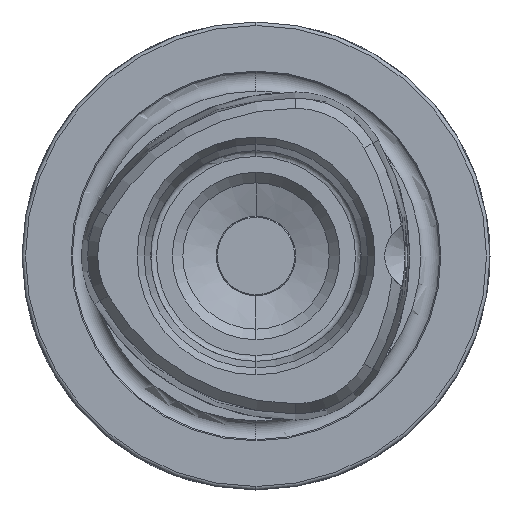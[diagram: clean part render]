
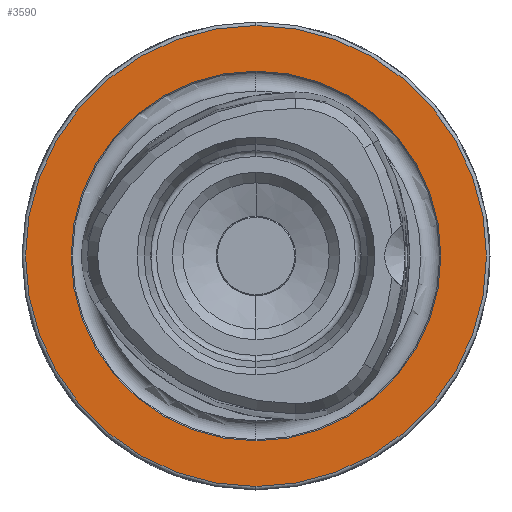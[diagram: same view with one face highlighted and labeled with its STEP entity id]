
A CAD part, left-side view. The second image highlights one B-rep face of the part: STEP entity #3590.
In plain terms, the highlighted planar face has unit normal (-1, 0, 0).
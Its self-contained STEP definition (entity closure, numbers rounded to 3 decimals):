
#313 = CARTESIAN_POINT ( 'NONE',  ( 0., 0., 0. ) ) ;
#543 = DIRECTION ( 'NONE',  ( 0., 0., 1. ) ) ;
#840 = FACE_BOUND ( 'NONE', #3856, .T. ) ;
#1432 = DIRECTION ( 'NONE',  ( 0., 0., 1. ) ) ;
#2277 = CIRCLE ( 'NONE', #9575, 19.7 ) ;
#2667 = AXIS2_PLACEMENT_3D ( 'NONE', #313, #9230, #1432 ) ;
#3082 = CARTESIAN_POINT ( 'NONE',  ( 0., 0., 19.7 ) ) ;
#3084 = DIRECTION ( 'NONE',  ( 1., 0., 0. ) ) ;
#3590 = ADVANCED_FACE ( 'NONE', ( #840, #10924 ), #4872, .F. ) ;
#3624 = DIRECTION ( 'NONE',  ( 0., 0., 1. ) ) ;
#3856 = EDGE_LOOP ( 'NONE', ( #4523, #12210 ) ) ;
#4015 = CARTESIAN_POINT ( 'NONE',  ( 0., 15.8, 0. ) ) ;
#4077 = DIRECTION ( 'NONE',  ( 0., 0., -1. ) ) ;
#4237 = CARTESIAN_POINT ( 'NONE',  ( 0., 0., -19.7 ) ) ;
#4356 = AXIS2_PLACEMENT_3D ( 'NONE', #4015, #3084, #4077 ) ;
#4399 = CARTESIAN_POINT ( 'NONE',  ( 0., 0., 0. ) ) ;
#4523 = ORIENTED_EDGE ( 'NONE', *, *, #5588, .F. ) ;
#4872 = PLANE ( 'NONE',  #4356 ) ;
#4882 = DIRECTION ( 'NONE',  ( 0., 0., 1. ) ) ;
#5588 = EDGE_CURVE ( 'NONE', #6796, #8256, #5819, .T. ) ;
#5735 = EDGE_CURVE ( 'NONE', #5911, #9344, #8287, .T. ) ;
#5819 = CIRCLE ( 'NONE', #2667, 15.8 ) ;
#5911 = VERTEX_POINT ( 'NONE', #3082 ) ;
#6000 = CARTESIAN_POINT ( 'NONE',  ( 0., 0., 15.8 ) ) ;
#6796 = VERTEX_POINT ( 'NONE', #6000 ) ;
#7261 = ORIENTED_EDGE ( 'NONE', *, *, #12149, .T. ) ;
#7322 = DIRECTION ( 'NONE',  ( -1., 0., 0. ) ) ;
#7459 = DIRECTION ( 'NONE',  ( -1., 0., 0. ) ) ;
#7627 = EDGE_LOOP ( 'NONE', ( #11657, #7261 ) ) ;
#7676 = AXIS2_PLACEMENT_3D ( 'NONE', #4399, #7322, #543 ) ;
#8256 = VERTEX_POINT ( 'NONE', #11199 ) ;
#8287 = CIRCLE ( 'NONE', #11873, 19.7 ) ;
#8621 = CARTESIAN_POINT ( 'NONE',  ( 0., 0., 0. ) ) ;
#8719 = CIRCLE ( 'NONE', #7676, 15.8 ) ;
#9162 = CARTESIAN_POINT ( 'NONE',  ( 0., 0., 0. ) ) ;
#9230 = DIRECTION ( 'NONE',  ( -1., 0., 0. ) ) ;
#9344 = VERTEX_POINT ( 'NONE', #4237 ) ;
#9575 = AXIS2_PLACEMENT_3D ( 'NONE', #8621, #12790, #4882 ) ;
#10259 = EDGE_CURVE ( 'NONE', #8256, #6796, #8719, .T. ) ;
#10924 = FACE_OUTER_BOUND ( 'NONE', #7627, .T. ) ;
#11199 = CARTESIAN_POINT ( 'NONE',  ( 0., 0., -15.8 ) ) ;
#11657 = ORIENTED_EDGE ( 'NONE', *, *, #5735, .T. ) ;
#11873 = AXIS2_PLACEMENT_3D ( 'NONE', #9162, #7459, #3624 ) ;
#12149 = EDGE_CURVE ( 'NONE', #9344, #5911, #2277, .T. ) ;
#12210 = ORIENTED_EDGE ( 'NONE', *, *, #10259, .F. ) ;
#12790 = DIRECTION ( 'NONE',  ( -1., 0., 0. ) ) ;
